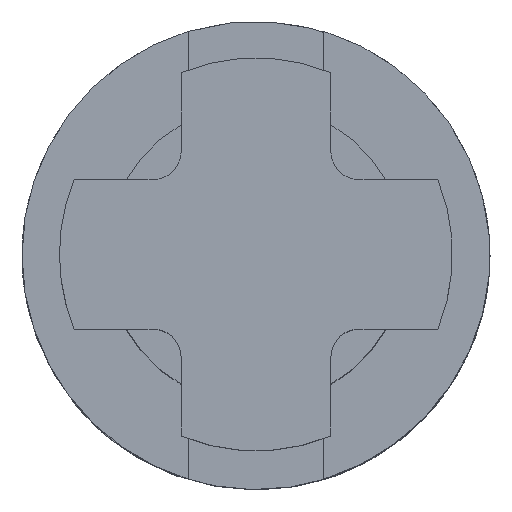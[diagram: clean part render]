
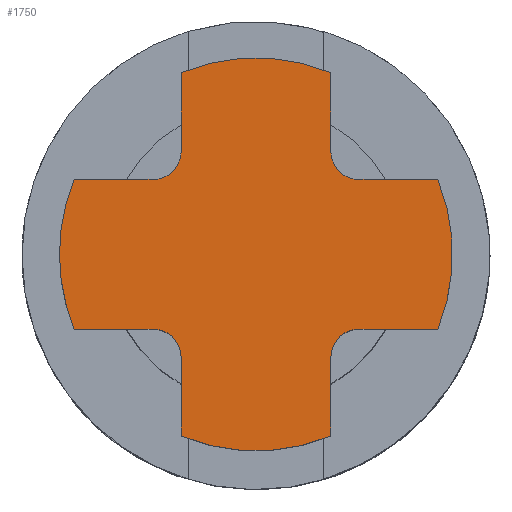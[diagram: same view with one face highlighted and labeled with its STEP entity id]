
A CAD part, top view. The second image highlights one B-rep face of the part: STEP entity #1750.
In plain terms, the highlighted planar face has unit normal (0, 0, 1).
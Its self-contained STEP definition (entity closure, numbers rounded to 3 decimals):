
#39 = DIRECTION ( 'NONE',  ( 0., 0., 1. ) ) ;
#53 = CARTESIAN_POINT ( 'NONE',  ( 0., 0., 101. ) ) ;
#74 = ORIENTED_EDGE ( 'NONE', *, *, #3799, .F. ) ;
#172 = EDGE_CURVE ( 'NONE', #2834, #4109, #1840, .T. ) ;
#181 = CARTESIAN_POINT ( 'NONE',  ( 8., 11., 101. ) ) ;
#253 = EDGE_CURVE ( 'NONE', #3184, #3123, #2265, .T. ) ;
#262 = CIRCLE ( 'NONE', #2280, 3. ) ;
#292 = VERTEX_POINT ( 'NONE', #4518 ) ;
#304 = CARTESIAN_POINT ( 'NONE',  ( -11., -11., 101. ) ) ;
#306 = VECTOR ( 'NONE', #4279, 1000. ) ;
#310 = CARTESIAN_POINT ( 'NONE',  ( -8., -19.416, 101. ) ) ;
#323 = CARTESIAN_POINT ( 'NONE',  ( 0., 0., 101. ) ) ;
#342 = AXIS2_PLACEMENT_3D ( 'NONE', #4437, #39, #1490 ) ;
#376 = CARTESIAN_POINT ( 'NONE',  ( 0., 21., 101. ) ) ;
#408 = EDGE_CURVE ( 'NONE', #3123, #2834, #2874, .T. ) ;
#417 = CARTESIAN_POINT ( 'NONE',  ( 8., 11., 101. ) ) ;
#514 = LINE ( 'NONE', #2372, #2925 ) ;
#551 = EDGE_CURVE ( 'NONE', #1994, #3524, #3336, .T. ) ;
#590 = PLANE ( 'NONE',  #3427 ) ;
#601 = DIRECTION ( 'NONE',  ( -1., 0., 0. ) ) ;
#613 = CARTESIAN_POINT ( 'NONE',  ( 8., -19.416, 101. ) ) ;
#654 = VERTEX_POINT ( 'NONE', #3036 ) ;
#677 = DIRECTION ( 'NONE',  ( 0., 0., 1. ) ) ;
#704 = CARTESIAN_POINT ( 'NONE',  ( 11., -8., 101. ) ) ;
#739 = CIRCLE ( 'NONE', #2698, 21. ) ;
#748 = CARTESIAN_POINT ( 'NONE',  ( 11., -8., 101. ) ) ;
#749 = CARTESIAN_POINT ( 'NONE',  ( -11., -8., 101. ) ) ;
#885 = VERTEX_POINT ( 'NONE', #417 ) ;
#902 = EDGE_CURVE ( 'NONE', #1472, #1978, #1568, .T. ) ;
#936 = ORIENTED_EDGE ( 'NONE', *, *, #3933, .F. ) ;
#945 = VERTEX_POINT ( 'NONE', #3386 ) ;
#950 = CARTESIAN_POINT ( 'NONE',  ( -11., 11., 101. ) ) ;
#1031 = EDGE_CURVE ( 'NONE', #292, #1051, #1463, .T. ) ;
#1051 = VERTEX_POINT ( 'NONE', #613 ) ;
#1107 = CARTESIAN_POINT ( 'NONE',  ( -11., -8., 101. ) ) ;
#1133 = CARTESIAN_POINT ( 'NONE',  ( -8., 11., 101. ) ) ;
#1151 = EDGE_CURVE ( 'NONE', #945, #1472, #4504, .T. ) ;
#1158 = VERTEX_POINT ( 'NONE', #3642 ) ;
#1170 = DIRECTION ( 'NONE',  ( 0., 0., -1. ) ) ;
#1320 = DIRECTION ( 'NONE',  ( -1., 0., 0. ) ) ;
#1341 = ORIENTED_EDGE ( 'NONE', *, *, #4127, .F. ) ;
#1419 = DIRECTION ( 'NONE',  ( -1., 0., 0. ) ) ;
#1422 = CARTESIAN_POINT ( 'NONE',  ( 11., 8., 101. ) ) ;
#1432 = VECTOR ( 'NONE', #2752, 1000. ) ;
#1450 = AXIS2_PLACEMENT_3D ( 'NONE', #4292, #2122, #4422 ) ;
#1463 = LINE ( 'NONE', #3197, #306 ) ;
#1472 = VERTEX_POINT ( 'NONE', #3013 ) ;
#1479 = ORIENTED_EDGE ( 'NONE', *, *, #4535, .F. ) ;
#1484 = EDGE_CURVE ( 'NONE', #4109, #1994, #2506, .T. ) ;
#1490 = DIRECTION ( 'NONE',  ( -1., 0., 0. ) ) ;
#1514 = VERTEX_POINT ( 'NONE', #2665 ) ;
#1558 = DIRECTION ( 'NONE',  ( -1., 0., 0. ) ) ;
#1568 = LINE ( 'NONE', #748, #2761 ) ;
#1708 = DIRECTION ( 'NONE',  ( 0., 0., 1. ) ) ;
#1716 = VERTEX_POINT ( 'NONE', #4008 ) ;
#1750 = ADVANCED_FACE ( 'NONE', ( #3030 ), #590, .T. ) ;
#1766 = DIRECTION ( 'NONE',  ( 0., 0., 1. ) ) ;
#1840 = CIRCLE ( 'NONE', #3063, 21. ) ;
#1855 = DIRECTION ( 'NONE',  ( 0., 0., -1. ) ) ;
#1936 = AXIS2_PLACEMENT_3D ( 'NONE', #323, #3643, #1419 ) ;
#1978 = VERTEX_POINT ( 'NONE', #704 ) ;
#1994 = VERTEX_POINT ( 'NONE', #3680 ) ;
#2076 = DIRECTION ( 'NONE',  ( 1., 0., 0. ) ) ;
#2095 = DIRECTION ( 'NONE',  ( 0., 0., 1. ) ) ;
#2122 = DIRECTION ( 'NONE',  ( 0., 0., -1. ) ) ;
#2201 = CIRCLE ( 'NONE', #342, 3. ) ;
#2246 = DIRECTION ( 'NONE',  ( -1., 0., 0. ) ) ;
#2260 = LINE ( 'NONE', #1422, #4071 ) ;
#2265 = LINE ( 'NONE', #749, #3847 ) ;
#2275 = DIRECTION ( 'NONE',  ( -1., 0., 0. ) ) ;
#2280 = AXIS2_PLACEMENT_3D ( 'NONE', #3186, #1766, #4671 ) ;
#2293 = ORIENTED_EDGE ( 'NONE', *, *, #1151, .F. ) ;
#2372 = CARTESIAN_POINT ( 'NONE',  ( -8., -11., 101. ) ) ;
#2477 = DIRECTION ( 'NONE',  ( 0., 0., -1. ) ) ;
#2506 = LINE ( 'NONE', #4470, #3574 ) ;
#2526 = CIRCLE ( 'NONE', #4633, 3. ) ;
#2624 = ORIENTED_EDGE ( 'NONE', *, *, #253, .F. ) ;
#2657 = AXIS2_PLACEMENT_3D ( 'NONE', #4476, #1170, #3044 ) ;
#2665 = CARTESIAN_POINT ( 'NONE',  ( 8., 19.416, 101. ) ) ;
#2669 = CARTESIAN_POINT ( 'NONE',  ( -19.416, 8., 101. ) ) ;
#2690 = DIRECTION ( 'NONE',  ( 0., 1., 0. ) ) ;
#2698 = AXIS2_PLACEMENT_3D ( 'NONE', #53, #1855, #2275 ) ;
#2719 = ORIENTED_EDGE ( 'NONE', *, *, #902, .F. ) ;
#2727 = ORIENTED_EDGE ( 'NONE', *, *, #551, .F. ) ;
#2752 = DIRECTION ( 'NONE',  ( 0., -1., 0. ) ) ;
#2761 = VECTOR ( 'NONE', #2246, 1000. ) ;
#2795 = ORIENTED_EDGE ( 'NONE', *, *, #3243, .F. ) ;
#2834 = VERTEX_POINT ( 'NONE', #3216 ) ;
#2874 = CIRCLE ( 'NONE', #2657, 21. ) ;
#2893 = EDGE_CURVE ( 'NONE', #1978, #292, #2201, .T. ) ;
#2921 = LINE ( 'NONE', #3695, #4735 ) ;
#2925 = VECTOR ( 'NONE', #2690, 1000. ) ;
#2957 = ORIENTED_EDGE ( 'NONE', *, *, #4406, .F. ) ;
#2965 = ORIENTED_EDGE ( 'NONE', *, *, #408, .F. ) ;
#3003 = DIRECTION ( 'NONE',  ( 0., 1., 0. ) ) ;
#3013 = CARTESIAN_POINT ( 'NONE',  ( 19.416, -8., 101. ) ) ;
#3030 = FACE_OUTER_BOUND ( 'NONE', #4597, .T. ) ;
#3036 = CARTESIAN_POINT ( 'NONE',  ( -8., -11., 101. ) ) ;
#3044 = DIRECTION ( 'NONE',  ( -1., 0., 0. ) ) ;
#3050 = CIRCLE ( 'NONE', #1936, 21. ) ;
#3063 = AXIS2_PLACEMENT_3D ( 'NONE', #4188, #2477, #601 ) ;
#3123 = VERTEX_POINT ( 'NONE', #3146 ) ;
#3146 = CARTESIAN_POINT ( 'NONE',  ( -19.416, -8., 101. ) ) ;
#3184 = VERTEX_POINT ( 'NONE', #1107 ) ;
#3186 = CARTESIAN_POINT ( 'NONE',  ( 11., 11., 101. ) ) ;
#3189 = ORIENTED_EDGE ( 'NONE', *, *, #4320, .F. ) ;
#3197 = CARTESIAN_POINT ( 'NONE',  ( 8., -11., 101. ) ) ;
#3216 = CARTESIAN_POINT ( 'NONE',  ( -21., 0., 101. ) ) ;
#3225 = ORIENTED_EDGE ( 'NONE', *, *, #172, .F. ) ;
#3243 = EDGE_CURVE ( 'NONE', #1716, #945, #2260, .T. ) ;
#3336 = CIRCLE ( 'NONE', #4427, 3. ) ;
#3386 = CARTESIAN_POINT ( 'NONE',  ( 19.416, 8., 101. ) ) ;
#3412 = DIRECTION ( 'NONE',  ( 1., 0., 0. ) ) ;
#3427 = AXIS2_PLACEMENT_3D ( 'NONE', #376, #677, #4699 ) ;
#3461 = ORIENTED_EDGE ( 'NONE', *, *, #4479, .F. ) ;
#3524 = VERTEX_POINT ( 'NONE', #1133 ) ;
#3574 = VECTOR ( 'NONE', #3412, 1000. ) ;
#3642 = CARTESIAN_POINT ( 'NONE',  ( -8., 19.416, 101. ) ) ;
#3643 = DIRECTION ( 'NONE',  ( 0., 0., -1. ) ) ;
#3680 = CARTESIAN_POINT ( 'NONE',  ( -11., 8., 101. ) ) ;
#3695 = CARTESIAN_POINT ( 'NONE',  ( -8., 11., 101. ) ) ;
#3799 = EDGE_CURVE ( 'NONE', #1514, #885, #4340, .T. ) ;
#3847 = VECTOR ( 'NONE', #1558, 1000. ) ;
#3854 = VERTEX_POINT ( 'NONE', #310 ) ;
#3933 = EDGE_CURVE ( 'NONE', #1158, #1514, #739, .T. ) ;
#4008 = CARTESIAN_POINT ( 'NONE',  ( 11., 8., 101. ) ) ;
#4071 = VECTOR ( 'NONE', #4338, 1000. ) ;
#4109 = VERTEX_POINT ( 'NONE', #2669 ) ;
#4127 = EDGE_CURVE ( 'NONE', #3854, #654, #514, .T. ) ;
#4188 = CARTESIAN_POINT ( 'NONE',  ( 0., 0., 101. ) ) ;
#4279 = DIRECTION ( 'NONE',  ( 0., -1., 0. ) ) ;
#4292 = CARTESIAN_POINT ( 'NONE',  ( 0., 0., 101. ) ) ;
#4320 = EDGE_CURVE ( 'NONE', #885, #1716, #262, .T. ) ;
#4338 = DIRECTION ( 'NONE',  ( 1., 0., 0. ) ) ;
#4340 = LINE ( 'NONE', #181, #1432 ) ;
#4406 = EDGE_CURVE ( 'NONE', #654, #3184, #2526, .T. ) ;
#4422 = DIRECTION ( 'NONE',  ( -1., 0., 0. ) ) ;
#4427 = AXIS2_PLACEMENT_3D ( 'NONE', #950, #1708, #1320 ) ;
#4437 = CARTESIAN_POINT ( 'NONE',  ( 11., -11., 101. ) ) ;
#4470 = CARTESIAN_POINT ( 'NONE',  ( -11., 8., 101. ) ) ;
#4476 = CARTESIAN_POINT ( 'NONE',  ( 0., 0., 101. ) ) ;
#4479 = EDGE_CURVE ( 'NONE', #1051, #3854, #3050, .T. ) ;
#4504 = CIRCLE ( 'NONE', #1450, 21. ) ;
#4518 = CARTESIAN_POINT ( 'NONE',  ( 8., -11., 101. ) ) ;
#4535 = EDGE_CURVE ( 'NONE', #3524, #1158, #2921, .T. ) ;
#4544 = ORIENTED_EDGE ( 'NONE', *, *, #1484, .F. ) ;
#4597 = EDGE_LOOP ( 'NONE', ( #2624, #2957, #1341, #3461, #4608, #4641, #2719, #2293, #2795, #3189, #74, #936, #1479, #2727, #4544, #3225, #2965 ) ) ;
#4608 = ORIENTED_EDGE ( 'NONE', *, *, #1031, .F. ) ;
#4633 = AXIS2_PLACEMENT_3D ( 'NONE', #304, #2095, #2076 ) ;
#4641 = ORIENTED_EDGE ( 'NONE', *, *, #2893, .F. ) ;
#4671 = DIRECTION ( 'NONE',  ( 1., 0., 0. ) ) ;
#4699 = DIRECTION ( 'NONE',  ( 1., 0., 0. ) ) ;
#4735 = VECTOR ( 'NONE', #3003, 1000. ) ;
